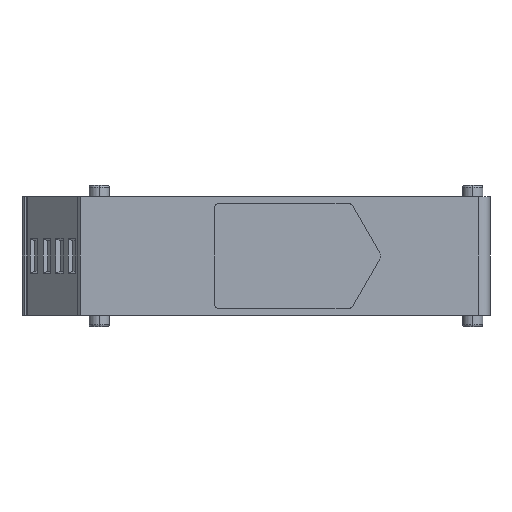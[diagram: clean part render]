
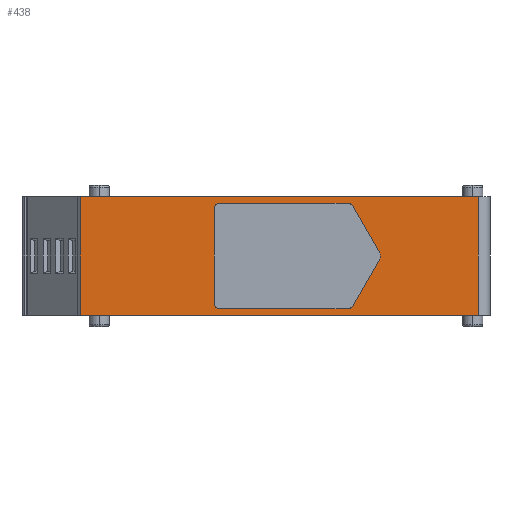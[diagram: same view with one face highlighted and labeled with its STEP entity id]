
A CAD part, left-side view. The second image highlights one B-rep face of the part: STEP entity #438.
In plain terms, the highlighted planar face has unit normal (-1, 0, 0).
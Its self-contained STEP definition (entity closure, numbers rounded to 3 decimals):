
#263=FACE_BOUND('',#849,.T.);
#264=FACE_BOUND('',#850,.T.);
#309=PLANE('',#3568);
#438=ADVANCED_FACE('',(#263,#264),#309,.T.);
#849=EDGE_LOOP('',(#1443,#1444,#1445,#1446));
#850=EDGE_LOOP('',(#1447,#1448,#1449,#1450,#1451,#1452,#1453,#1454,#1455,
#1456));
#1073=CIRCLE('',#3545,1.);
#1075=CIRCLE('',#3551,1.584);
#1077=CIRCLE('',#3557,1.);
#1079=CIRCLE('',#3563,0.9);
#1081=CIRCLE('',#3567,0.9);
#1443=ORIENTED_EDGE('',*,*,#2580,.F.);
#1444=ORIENTED_EDGE('',*,*,#2430,.F.);
#1445=ORIENTED_EDGE('',*,*,#2581,.T.);
#1446=ORIENTED_EDGE('',*,*,#2514,.F.);
#1447=ORIENTED_EDGE('',*,*,#2558,.F.);
#1448=ORIENTED_EDGE('',*,*,#2554,.T.);
#1449=ORIENTED_EDGE('',*,*,#2549,.T.);
#1450=ORIENTED_EDGE('',*,*,#2582,.T.);
#1451=ORIENTED_EDGE('',*,*,#2533,.F.);
#1452=ORIENTED_EDGE('',*,*,#2578,.F.);
#1453=ORIENTED_EDGE('',*,*,#2574,.F.);
#1454=ORIENTED_EDGE('',*,*,#2570,.F.);
#1455=ORIENTED_EDGE('',*,*,#2566,.F.);
#1456=ORIENTED_EDGE('',*,*,#2562,.F.);
#2116=VERTEX_POINT('',#4865);
#2117=VERTEX_POINT('',#4867);
#2188=VERTEX_POINT('',#5033);
#2189=VERTEX_POINT('',#5035);
#2204=VERTEX_POINT('',#5070);
#2205=VERTEX_POINT('',#5072);
#2217=VERTEX_POINT('',#5102);
#2218=VERTEX_POINT('',#5104);
#2221=VERTEX_POINT('',#5114);
#2223=VERTEX_POINT('',#5122);
#2225=VERTEX_POINT('',#5130);
#2227=VERTEX_POINT('',#5138);
#2229=VERTEX_POINT('',#5146);
#2231=VERTEX_POINT('',#5154);
#2430=EDGE_CURVE('',#2116,#2117,#2859,.T.);
#2514=EDGE_CURVE('',#2188,#2189,#2908,.T.);
#2533=EDGE_CURVE('',#2204,#2205,#2920,.T.);
#2549=EDGE_CURVE('',#2218,#2217,#2931,.T.);
#2554=EDGE_CURVE('',#2221,#2218,#1073,.T.);
#2558=EDGE_CURVE('',#2221,#2223,#2938,.T.);
#2562=EDGE_CURVE('',#2223,#2225,#1075,.T.);
#2566=EDGE_CURVE('',#2225,#2227,#2944,.T.);
#2570=EDGE_CURVE('',#2227,#2229,#1077,.T.);
#2574=EDGE_CURVE('',#2229,#2231,#2950,.T.);
#2578=EDGE_CURVE('',#2231,#2204,#1079,.T.);
#2580=EDGE_CURVE('',#2117,#2188,#2954,.T.);
#2581=EDGE_CURVE('',#2116,#2189,#2955,.T.);
#2582=EDGE_CURVE('',#2217,#2205,#1081,.T.);
#2859=LINE('',#4866,#3175);
#2908=LINE('',#5034,#3224);
#2920=LINE('',#5071,#3236);
#2931=LINE('',#5103,#3247);
#2938=LINE('',#5121,#3254);
#2944=LINE('',#5137,#3260);
#2950=LINE('',#5153,#3266);
#2954=LINE('',#5165,#3270);
#2955=LINE('',#5166,#3271);
#3175=VECTOR('',#3882,1.);
#3224=VECTOR('',#4025,1.);
#3236=VECTOR('',#4055,1.);
#3247=VECTOR('',#4082,1.);
#3254=VECTOR('',#4101,1.);
#3260=VECTOR('',#4119,1.);
#3266=VECTOR('',#4137,1.);
#3270=VECTOR('',#4153,1.);
#3271=VECTOR('',#4154,1.);
#3545=AXIS2_PLACEMENT_3D('',#5113,#4091,#4092);
#3551=AXIS2_PLACEMENT_3D('',#5129,#4109,#4110);
#3557=AXIS2_PLACEMENT_3D('',#5145,#4127,#4128);
#3563=AXIS2_PLACEMENT_3D('',#5161,#4145,#4146);
#3567=AXIS2_PLACEMENT_3D('',#5167,#4155,#4156);
#3568=AXIS2_PLACEMENT_3D('',#5168,#4157,#4158);
#3882=DIRECTION('',(0.,1.,0.));
#4025=DIRECTION('',(0.,-1.,0.));
#4055=DIRECTION('',(0.,0.,-1.));
#4082=DIRECTION('',(0.,1.,0.));
#4091=DIRECTION('',(1.,0.,0.));
#4092=DIRECTION('',(0.,-0.866,-0.5));
#4101=DIRECTION('',(0.,-0.5,0.866));
#4109=DIRECTION('',(-1.,0.,0.));
#4110=DIRECTION('',(0.,-0.866,-0.5));
#4119=DIRECTION('',(0.,0.5,0.866));
#4127=DIRECTION('',(-1.,0.,0.));
#4128=DIRECTION('',(0.,-0.866,0.5));
#4137=DIRECTION('',(0.,1.,0.));
#4145=DIRECTION('',(-1.,0.,0.));
#4146=DIRECTION('',(0.,0.,1.));
#4153=DIRECTION('',(0.,0.,1.));
#4154=DIRECTION('',(0.,0.,1.));
#4155=DIRECTION('',(1.,0.,0.));
#4156=DIRECTION('',(0.,0.,-1.));
#4157=DIRECTION('',(-1.,0.,0.));
#4158=DIRECTION('',(0.,1.,0.));
#4865=CARTESIAN_POINT('',(-38.15,-4.65,0.05));
#4866=CARTESIAN_POINT('',(-38.15,-4.65,0.05));
#4867=CARTESIAN_POINT('',(-38.15,64.,0.05));
#5033=CARTESIAN_POINT('',(-38.15,64.,20.55));
#5034=CARTESIAN_POINT('',(-38.15,64.,20.55));
#5035=CARTESIAN_POINT('',(-38.15,-4.65,20.55));
#5070=CARTESIAN_POINT('',(-38.15,40.9,18.45));
#5071=CARTESIAN_POINT('',(-38.15,40.9,18.45));
#5072=CARTESIAN_POINT('',(-38.15,40.9,2.15));
#5102=CARTESIAN_POINT('',(-38.15,40.,1.25));
#5103=CARTESIAN_POINT('',(-38.15,17.807,1.25));
#5104=CARTESIAN_POINT('',(-38.15,17.807,1.25));
#5113=CARTESIAN_POINT('',(-38.15,17.807,2.25));
#5114=CARTESIAN_POINT('',(-38.15,16.941,1.75));
#5121=CARTESIAN_POINT('',(-38.15,16.941,1.75));
#5122=CARTESIAN_POINT('',(-38.15,12.462,9.508));
#5129=CARTESIAN_POINT('',(-38.15,13.834,10.3));
#5130=CARTESIAN_POINT('',(-38.15,12.462,11.092));
#5137=CARTESIAN_POINT('',(-38.15,12.462,11.092));
#5138=CARTESIAN_POINT('',(-38.15,16.941,18.85));
#5145=CARTESIAN_POINT('',(-38.15,17.807,18.35));
#5146=CARTESIAN_POINT('',(-38.15,17.807,19.35));
#5153=CARTESIAN_POINT('',(-38.15,17.807,19.35));
#5154=CARTESIAN_POINT('',(-38.15,40.,19.35));
#5161=CARTESIAN_POINT('',(-38.15,40.,18.45));
#5165=CARTESIAN_POINT('',(-38.15,64.,0.05));
#5166=CARTESIAN_POINT('',(-38.15,-4.65,0.05));
#5167=CARTESIAN_POINT('',(-38.15,40.,2.15));
#5168=CARTESIAN_POINT('',(-38.15,74.,10.3));
